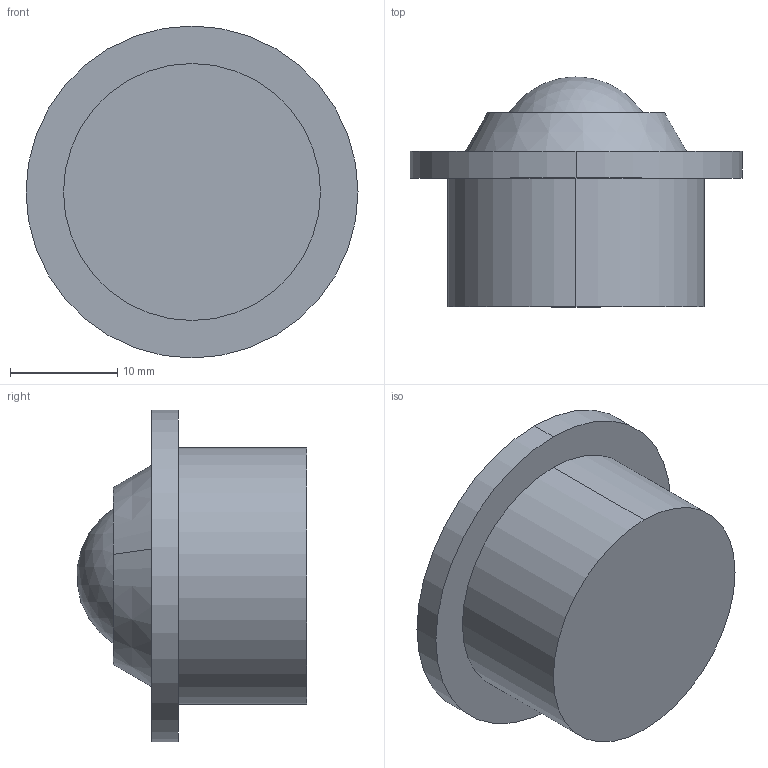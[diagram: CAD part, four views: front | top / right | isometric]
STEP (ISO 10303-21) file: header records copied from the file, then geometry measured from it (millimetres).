
FILE_DESCRIPTION(('STEP AP214'),'1');
FILE_NAME('cctmp_98FD1AA1-36A9-45E5-92E9-1FB24ADBFFEE_2020_1_16_7_0_21_148..stp','2020-01-16T06:00:21',('Bosch Rexroth AG'),('CADClick - www.CADClick.com'),'Spatial InterOp 3D',' ','unknown authorization - (Healing Option Enabled)');
FILE_SCHEMA(('AUTOMOTIVE_DESIGN'));
Length unit declared in the file: millimetre
Products named in the file (1): 2020_01_16__07-00-21-148
Bounding box: 31 x 21.45 x 31 mm (x, y, z)
Volume: 8533.1 mm3; surface area: 2815.8 mm2
Topology: 1 solids, 1 shells, 11 faces, 21 edges, 15 vertices
Faces by surface type: cylinder 4, plane 4, cone 2, sphere 1
Entity records: 406 total; most frequent: DIRECTION 60, CARTESIAN_POINT 48, ORIENTED_EDGE 42, AXIS2_PLACEMENT_3D 27, EDGE_CURVE 21, VERTEX_POINT 15, CIRCLE 15, EDGE_LOOP 14
